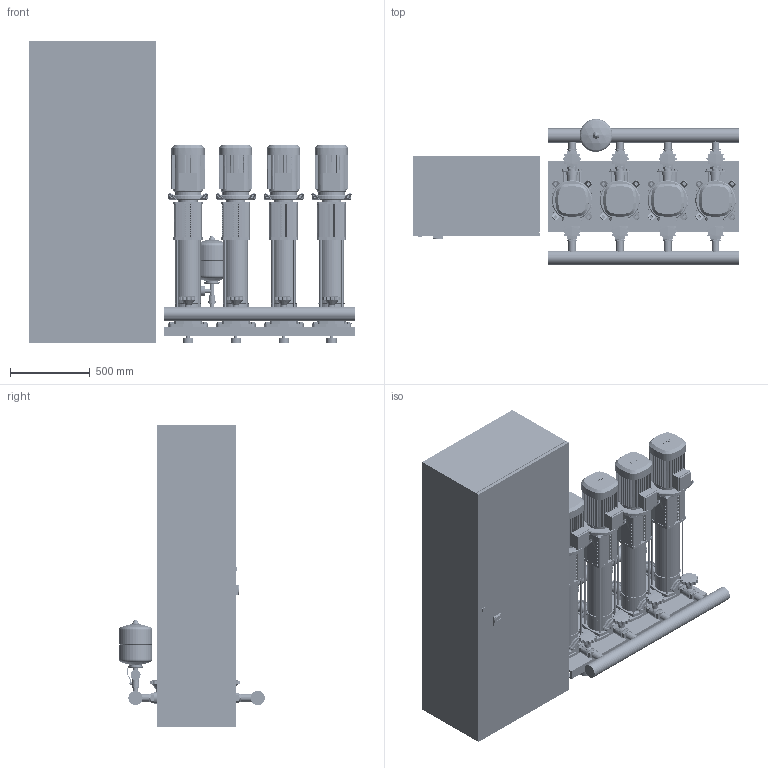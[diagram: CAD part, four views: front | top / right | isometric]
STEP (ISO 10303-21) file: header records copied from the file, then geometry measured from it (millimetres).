
FILE_DESCRIPTION((''),'2;1');
FILE_NAME('3d_COR-4HELIXV1012_K_CC-2534198.stp','2016-01-22T13:28:28',(''),(''),'Mechanical Desktop 2009','Mechanical Desktop 2009',', , ');
FILE_SCHEMA(('CONFIG_CONTROL_DESIGN'));
Length unit declared in the file: millimetre
Products named in the file (1): Product
Bounding box: 2050 x 914.45 x 1900 mm (x, y, z)
Volume: 909492152.6 mm3; surface area: 16900713.5 mm2
Topology: 198 solids, 198 shells, 6748 faces, 17637 edges, 11550 vertices
Faces by surface type: plane 2858, bspline 1752, cylinder 1700, cone 308, torus 104, sphere 26
Entity records: 221437 total; most frequent: CARTESIAN_POINT 55798, ORIENTED_EDGE 35242, DIRECTION 32233, EDGE_CURVE 17621, VERTEX_POINT 11544, VECTOR 11291, LINE 11291, AXIS2_PLACEMENT_3D 10471
